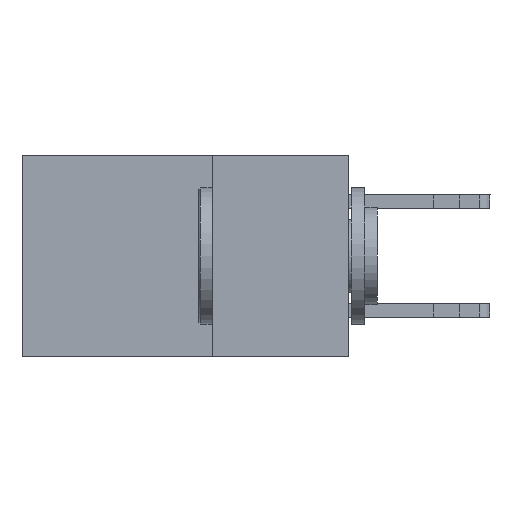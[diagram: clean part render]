
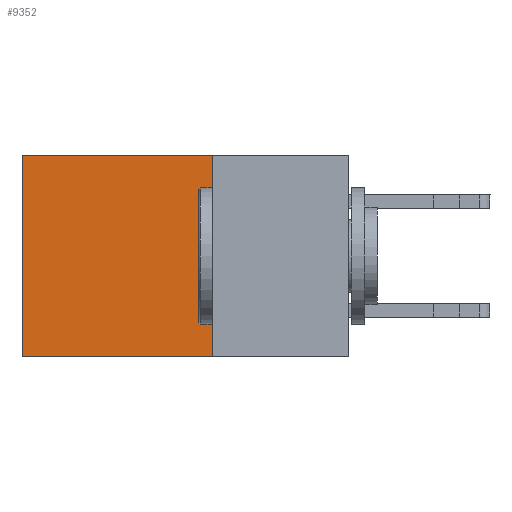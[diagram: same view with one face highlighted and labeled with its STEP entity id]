
A CAD part, left-side view. The second image highlights one B-rep face of the part: STEP entity #9352.
In plain terms, the highlighted planar face has unit normal (-1, 0, 0).
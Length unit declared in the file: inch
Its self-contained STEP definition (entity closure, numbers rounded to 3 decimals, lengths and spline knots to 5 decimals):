
#1375 = LINE ( 'NONE', #20159, #1902 ) ;
#1719 = PLANE ( 'NONE',  #11810 ) ;
#1902 = VECTOR ( 'NONE', #24096, 39.37008 ) ;
#3158 = CARTESIAN_POINT ( 'NONE',  ( 0.298, 0.6, 0. ) ) ;
#3441 = EDGE_CURVE ( 'NONE', #12157, #23759, #13941, .T. ) ;
#4363 = VECTOR ( 'NONE', #19771, 39.37008 ) ;
#5013 = ORIENTED_EDGE ( 'NONE', *, *, #3441, .T. ) ;
#5652 = DIRECTION ( 'NONE',  ( 0., 0., -1. ) ) ;
#7806 = CARTESIAN_POINT ( 'NONE',  ( 0.298, 0.25, -0.37 ) ) ;
#7941 = CARTESIAN_POINT ( 'NONE',  ( 0.298, 0.6, 0. ) ) ;
#9292 = EDGE_CURVE ( 'NONE', #23759, #13410, #24310, .T. ) ;
#9352 = ADVANCED_FACE ( 'NONE', ( #16030 ), #1719, .F. ) ;
#9421 = VERTEX_POINT ( 'NONE', #7806 ) ;
#9854 = ORIENTED_EDGE ( 'NONE', *, *, #19740, .F. ) ;
#9963 = CARTESIAN_POINT ( 'NONE',  ( 0.298, 0.25, 0. ) ) ;
#10062 = EDGE_CURVE ( 'NONE', #9421, #13410, #23200, .T. ) ;
#10148 = CARTESIAN_POINT ( 'NONE',  ( 0.298, 0.25, 0. ) ) ;
#10734 = DIRECTION ( 'NONE',  ( 0., 1., 0. ) ) ;
#10781 = ORIENTED_EDGE ( 'NONE', *, *, #9292, .T. ) ;
#11234 = DIRECTION ( 'NONE',  ( 1., 0., 0. ) ) ;
#11810 = AXIS2_PLACEMENT_3D ( 'NONE', #9963, #11234, #26605 ) ;
#12157 = VERTEX_POINT ( 'NONE', #10148 ) ;
#13410 = VERTEX_POINT ( 'NONE', #20157 ) ;
#13941 = LINE ( 'NONE', #22218, #4363 ) ;
#14554 = ORIENTED_EDGE ( 'NONE', *, *, #10062, .F. ) ;
#14691 = EDGE_LOOP ( 'NONE', ( #10781, #14554, #9854, #5013 ) ) ;
#16030 = FACE_OUTER_BOUND ( 'NONE', #14691, .T. ) ;
#17025 = VECTOR ( 'NONE', #10734, 39.37008 ) ;
#18983 = CARTESIAN_POINT ( 'NONE',  ( 0.298, 0.25, -0.37 ) ) ;
#19740 = EDGE_CURVE ( 'NONE', #12157, #9421, #1375, .T. ) ;
#19771 = DIRECTION ( 'NONE',  ( 0., 1., 0. ) ) ;
#20157 = CARTESIAN_POINT ( 'NONE',  ( 0.298, 0.6, -0.37 ) ) ;
#20159 = CARTESIAN_POINT ( 'NONE',  ( 0.298, 0.25, 0. ) ) ;
#22218 = CARTESIAN_POINT ( 'NONE',  ( 0.298, 0.25, 0. ) ) ;
#23200 = LINE ( 'NONE', #18983, #17025 ) ;
#23759 = VERTEX_POINT ( 'NONE', #3158 ) ;
#24096 = DIRECTION ( 'NONE',  ( 0., 0., -1. ) ) ;
#24310 = LINE ( 'NONE', #7941, #25228 ) ;
#25228 = VECTOR ( 'NONE', #5652, 39.37008 ) ;
#26605 = DIRECTION ( 'NONE',  ( 0., 0., -1. ) ) ;
